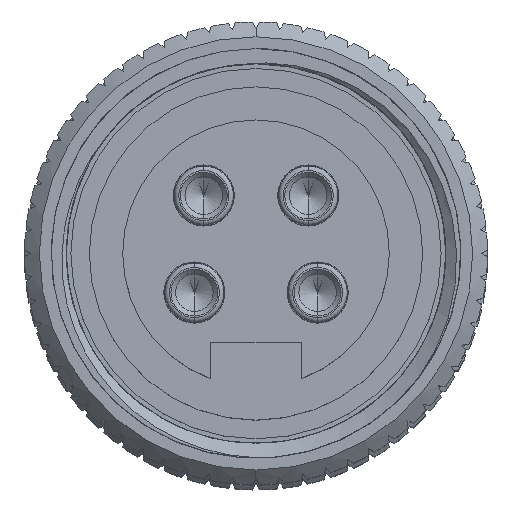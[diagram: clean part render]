
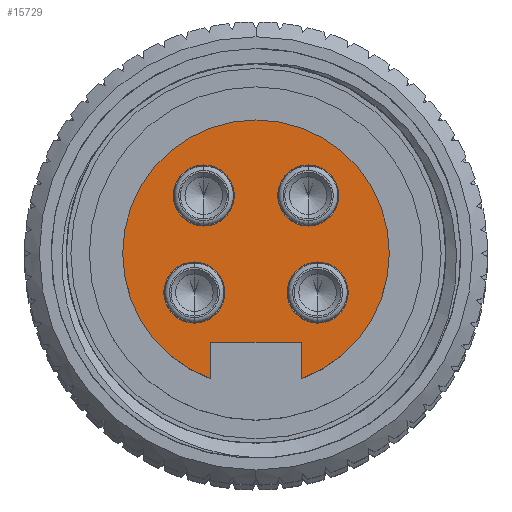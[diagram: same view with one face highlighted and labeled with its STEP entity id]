
A CAD part, top view. The second image highlights one B-rep face of the part: STEP entity #15729.
In plain terms, the highlighted planar face has unit normal (0, 0, 1).
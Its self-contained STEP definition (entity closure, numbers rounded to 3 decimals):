
#6484=CARTESIAN_POINT('',(0.,0.,115.8));
#6485=DIRECTION('',(0.,0.,1.));
#6486=DIRECTION('',(0.34,-0.94,0.));
#6487=AXIS2_PLACEMENT_3D('',#6484,#6485,#6486);
#6502=DIRECTION('',(0.,1.,0.));
#6503=VECTOR('',#6502,1.97);
#6504=CARTESIAN_POINT('',(2.45,-6.77,115.8));
#6505=LINE('',#6504,#6503);
#6506=DIRECTION('',(-1.,0.,0.));
#6507=VECTOR('',#6506,4.9);
#6508=CARTESIAN_POINT('',(2.45,-4.8,115.8));
#6509=LINE('',#6508,#6507);
#6510=DIRECTION('',(0.,-1.,0.));
#6511=VECTOR('',#6510,1.97);
#6512=CARTESIAN_POINT('',(-2.45,-4.8,115.8));
#6513=LINE('',#6512,#6511);
#6514=CARTESIAN_POINT('',(2.82,3.12,115.8));
#6515=DIRECTION('',(0.,0.,1.));
#6516=DIRECTION('',(1.,0.,0.));
#6517=AXIS2_PLACEMENT_3D('',#6514,#6515,#6516);
#6519=CARTESIAN_POINT('',(2.82,3.12,115.8));
#6520=DIRECTION('',(0.,0.,1.));
#6521=DIRECTION('',(-1.,0.,0.));
#6522=AXIS2_PLACEMENT_3D('',#6519,#6520,#6521);
#6524=CARTESIAN_POINT('',(-2.82,3.12,115.8));
#6525=DIRECTION('',(0.,0.,1.));
#6526=DIRECTION('',(1.,0.,0.));
#6527=AXIS2_PLACEMENT_3D('',#6524,#6525,#6526);
#6529=CARTESIAN_POINT('',(-2.82,3.12,115.8));
#6530=DIRECTION('',(0.,0.,1.));
#6531=DIRECTION('',(-1.,0.,0.));
#6532=AXIS2_PLACEMENT_3D('',#6529,#6530,#6531);
#6534=CARTESIAN_POINT('',(-3.33,-2.12,115.8));
#6535=DIRECTION('',(0.,0.,1.));
#6536=DIRECTION('',(1.,0.,0.));
#6537=AXIS2_PLACEMENT_3D('',#6534,#6535,#6536);
#6539=CARTESIAN_POINT('',(-3.33,-2.12,115.8));
#6540=DIRECTION('',(0.,0.,1.));
#6541=DIRECTION('',(-1.,0.,0.));
#6542=AXIS2_PLACEMENT_3D('',#6539,#6540,#6541);
#6544=CARTESIAN_POINT('',(3.33,-2.12,115.8));
#6545=DIRECTION('',(0.,0.,1.));
#6546=DIRECTION('',(1.,0.,0.));
#6547=AXIS2_PLACEMENT_3D('',#6544,#6545,#6546);
#6549=CARTESIAN_POINT('',(3.33,-2.12,115.8));
#6550=DIRECTION('',(0.,0.,1.));
#6551=DIRECTION('',(-1.,0.,0.));
#6552=AXIS2_PLACEMENT_3D('',#6549,#6550,#6551);
#8153=CARTESIAN_POINT('',(2.45,-6.77,115.8));
#8154=CARTESIAN_POINT('',(-2.45,-6.77,115.8));
#8155=VERTEX_POINT('',#8153);
#8156=VERTEX_POINT('',#8154);
#8161=CARTESIAN_POINT('',(-2.45,-4.8,115.8));
#8162=VERTEX_POINT('',#8161);
#8163=CARTESIAN_POINT('',(2.45,-4.8,115.8));
#8164=VERTEX_POINT('',#8163);
#8165=CARTESIAN_POINT('',(4.47,3.12,115.8));
#8166=CARTESIAN_POINT('',(1.17,3.12,115.8));
#8167=VERTEX_POINT('',#8165);
#8168=VERTEX_POINT('',#8166);
#8169=CARTESIAN_POINT('',(-1.17,3.12,115.8));
#8170=CARTESIAN_POINT('',(-4.47,3.12,115.8));
#8171=VERTEX_POINT('',#8169);
#8172=VERTEX_POINT('',#8170);
#8173=CARTESIAN_POINT('',(-1.68,-2.12,115.8));
#8174=CARTESIAN_POINT('',(-4.98,-2.12,115.8));
#8175=VERTEX_POINT('',#8173);
#8176=VERTEX_POINT('',#8174);
#8177=CARTESIAN_POINT('',(4.98,-2.12,115.8));
#8178=CARTESIAN_POINT('',(1.68,-2.12,115.8));
#8179=VERTEX_POINT('',#8177);
#8180=VERTEX_POINT('',#8178);
#15691=CARTESIAN_POINT('',(0.,0.,115.8));
#15692=DIRECTION('',(0.,0.,-1.));
#15693=DIRECTION('',(0.,-1.,0.));
#15694=AXIS2_PLACEMENT_3D('',#15691,#15692,#15693);
#15695=PLANE('',#15694);
#15696=ORIENTED_EDGE('',*,*,#15681,.F.);
#15698=ORIENTED_EDGE('',*,*,#15697,.T.);
#15700=ORIENTED_EDGE('',*,*,#15699,.T.);
#15702=ORIENTED_EDGE('',*,*,#15701,.T.);
#15703=EDGE_LOOP('',(#15696,#15698,#15700,#15702));
#15704=FACE_OUTER_BOUND('',#15703,.F.);
#15706=ORIENTED_EDGE('',*,*,#15705,.T.);
#15708=ORIENTED_EDGE('',*,*,#15707,.T.);
#15709=EDGE_LOOP('',(#15706,#15708));
#15710=FACE_BOUND('',#15709,.F.);
#15712=ORIENTED_EDGE('',*,*,#15711,.T.);
#15714=ORIENTED_EDGE('',*,*,#15713,.T.);
#15715=EDGE_LOOP('',(#15712,#15714));
#15716=FACE_BOUND('',#15715,.F.);
#15718=ORIENTED_EDGE('',*,*,#15717,.T.);
#15720=ORIENTED_EDGE('',*,*,#15719,.T.);
#15721=EDGE_LOOP('',(#15718,#15720));
#15722=FACE_BOUND('',#15721,.F.);
#15724=ORIENTED_EDGE('',*,*,#15723,.T.);
#15726=ORIENTED_EDGE('',*,*,#15725,.T.);
#15727=EDGE_LOOP('',(#15724,#15726));
#15728=FACE_BOUND('',#15727,.F.);
#15729=ADVANCED_FACE('',(#15704,#15710,#15716,#15722,#15728),#15695,.F.);
#6488=CIRCLE('',#6487,7.2);
#6518=CIRCLE('',#6517,1.65);
#6523=CIRCLE('',#6522,1.65);
#6528=CIRCLE('',#6527,1.65);
#6533=CIRCLE('',#6532,1.65);
#6538=CIRCLE('',#6537,1.65);
#6543=CIRCLE('',#6542,1.65);
#6548=CIRCLE('',#6547,1.65);
#6553=CIRCLE('',#6552,1.65);
#15681=EDGE_CURVE('',#8155,#8156,#6488,.T.);
#15697=EDGE_CURVE('',#8155,#8164,#6505,.T.);
#15699=EDGE_CURVE('',#8164,#8162,#6509,.T.);
#15701=EDGE_CURVE('',#8162,#8156,#6513,.T.);
#15705=EDGE_CURVE('',#8167,#8168,#6518,.T.);
#15707=EDGE_CURVE('',#8168,#8167,#6523,.T.);
#15711=EDGE_CURVE('',#8171,#8172,#6528,.T.);
#15713=EDGE_CURVE('',#8172,#8171,#6533,.T.);
#15717=EDGE_CURVE('',#8175,#8176,#6538,.T.);
#15719=EDGE_CURVE('',#8176,#8175,#6543,.T.);
#15723=EDGE_CURVE('',#8179,#8180,#6548,.T.);
#15725=EDGE_CURVE('',#8180,#8179,#6553,.T.);
